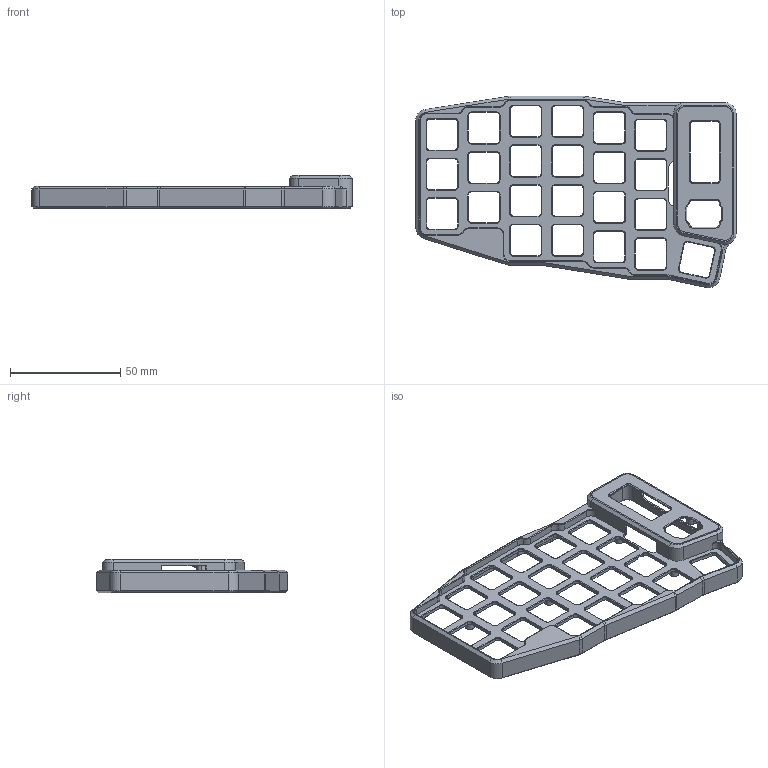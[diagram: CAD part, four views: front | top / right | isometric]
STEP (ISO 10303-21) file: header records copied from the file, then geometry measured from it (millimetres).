
FILE_DESCRIPTION(('HOOPS Exchange Step'),'2;1');
FILE_NAME('temp_export','2025-04-24T13:08:13+10:-30',('mobile'),('Shapr3D Limited'),'HOOPS Exchange 2024.8','Shapr3D','Authorized');
FILE_SCHEMA( ('AP242_MANAGED_MODEL_BASED_3D_ENGINEERING_MIM_LF {1 0 10303 442 1 1 4}') );
Length unit declared in the file: millimetre
Products named in the file (2): Left; root
Assembly tree (1 placements, depth 2):
  root
    Left
Bounding box: 145.46 x 87.02 x 15.05 mm (x, y, z)
Volume: 17920.2 mm3; surface area: 23266.8 mm2
Topology: 1 solids, 2 shells, 956 faces, 2463 edges, 1543 vertices
Faces by surface type: plane 477, cylinder 310, cone 160, bspline 8, torus 1
Full cylindrical faces by diameter (mm): 1.65 x7, 4 x4
Entity records: 29374 total; most frequent: CARTESIAN_POINT 5409, DIRECTION 5133, ORIENTED_EDGE 4926, EDGE_CURVE 2463, AXIS2_PLACEMENT_3D 1751, VECTOR 1631, LINE 1631, VERTEX_POINT 1543
